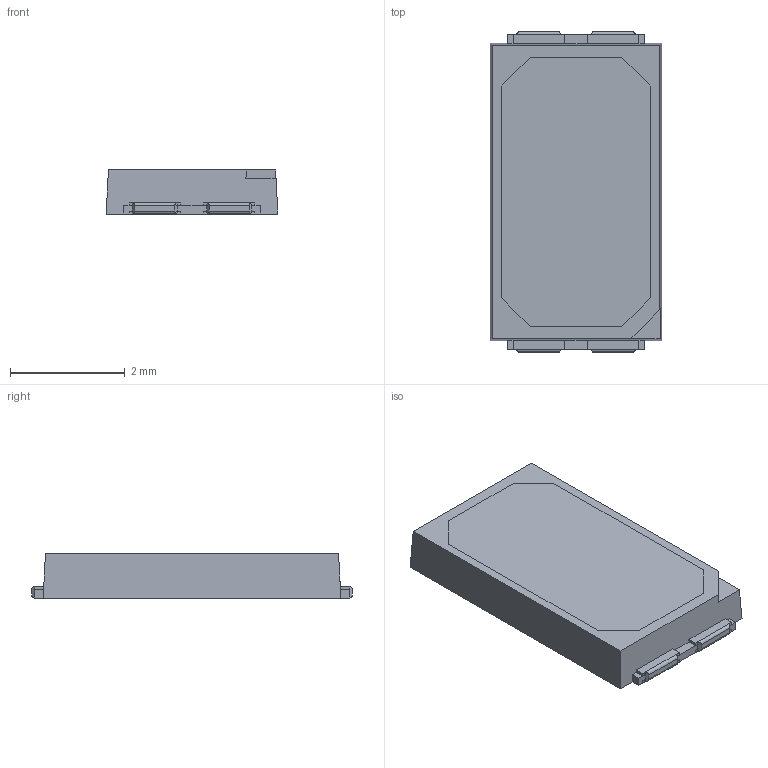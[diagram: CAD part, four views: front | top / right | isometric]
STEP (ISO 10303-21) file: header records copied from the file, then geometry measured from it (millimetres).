
FILE_DESCRIPTION(/* description */ ('Unknown'),/* implementation_level */ '2;1');
FILE_NAME(/* name */ 'WL-SWTP_158563xxx',/* time_stamp */ '2026-01-29T09:00:50+01:00',/* author */ ('Unknown'),/* organization */ ('Unknown'),/* preprocessor_version */ 'ST-DEVELOPER v19.4',/* originating_system */ 'Solid Edge',/* authorisation */ 'Unknown');
FILE_SCHEMA (('AUTOMOTIVE_DESIGN {1 0 10303 214 3 1 1}'));
Length unit declared in the file: millimetre
Products named in the file (5): WL-SWTP_158563xxx; body; LED; contact; contactspring
Assembly tree (5 placements, depth 2):
  WL-SWTP_158563xxx
    body
    LED
    contact
    contactspring  x2
Bounding box: 3 x 5.6 x 0.77 mm (x, y, z)
Volume: 11.8 mm3; surface area: 133.1 mm2
Topology: 5 solids, 5 shells, 272 faces, 758 edges, 500 vertices
Faces by surface type: plane 240, cylinder 32
Full cylindrical faces by diameter (mm): 0.3 x2, 0.5 x2
Entity records: 8185 total; most frequent: CARTESIAN_POINT 1198, ORIENTED_EDGE 1176, DIRECTION 1084, EDGE_CURVE 588, LINE 528, VECTOR 528, VERTEX_POINT 392, AXIS2_PLACEMENT_3D 278
